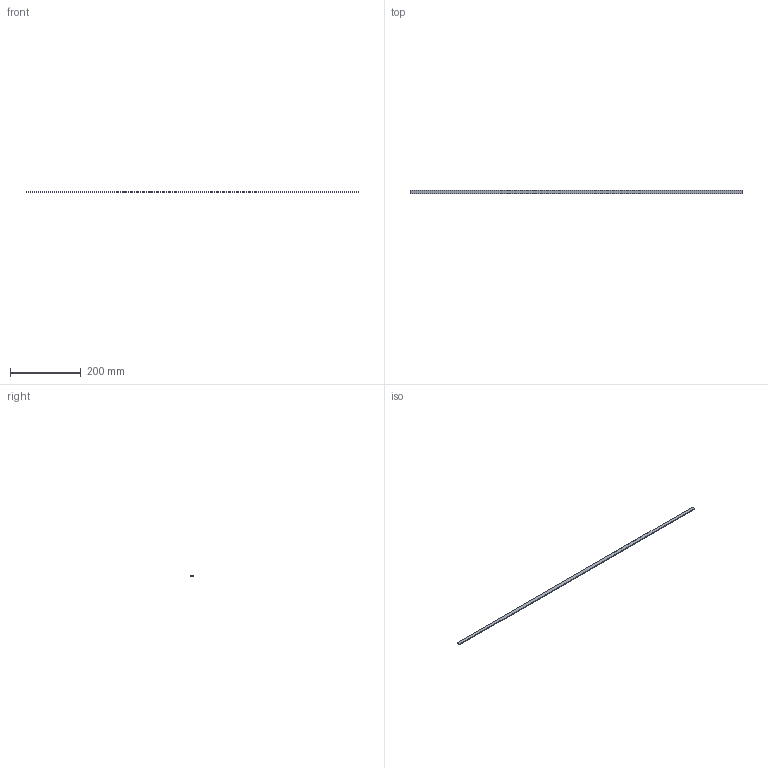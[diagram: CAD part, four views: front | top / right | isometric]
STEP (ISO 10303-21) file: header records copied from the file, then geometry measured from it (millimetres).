
FILE_DESCRIPTION((''),'2;1');
FILE_NAME('1371006-01-Z01','2023-08-09T10:48:00',('a75642'),(''),'CREO PARAMETRIC BY PTC INC, 2022162','CREO PARAMETRIC BY PTC INC, 2022162','');
FILE_SCHEMA(('AUTOMOTIVE_DESIGN { 1 0 10303 214 1 1 1 1 }'));
Length unit declared in the file: millimetre
Products named in the file (1): 1371006-01-Z01
Bounding box: 940 x 10 x 2.64 mm (x, y, z)
Volume: 24214.4 mm3; surface area: 23814.7 mm2
Topology: 1 solids, 1 shells, 10 faces, 401 edges, 396 vertices
Faces by surface type: plane 10
Entity records: 3953 total; most frequent: CARTESIAN_POINT 430, DIRECTION 423, PRESENTATION_STYLE_ASSIGNMENT 402, STYLED_ITEM 402, VECTOR 401, LINE 401, CURVE_STYLE 401, TRIMMED_CURVE 377
